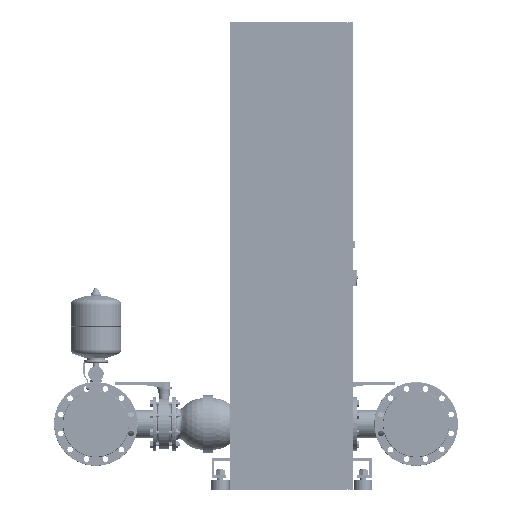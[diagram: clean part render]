
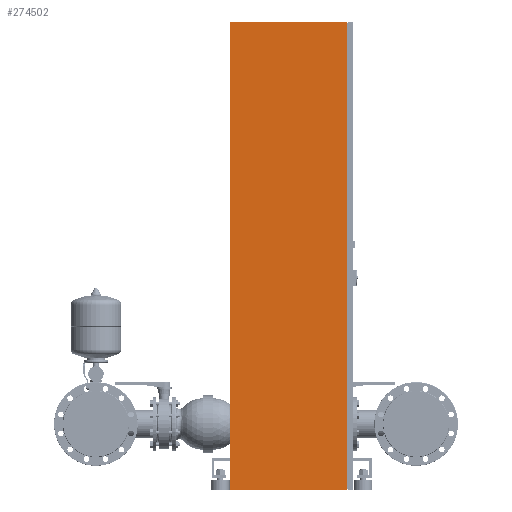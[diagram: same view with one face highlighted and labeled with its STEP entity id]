
A CAD part, left-side view. The second image highlights one B-rep face of the part: STEP entity #274502.
In plain terms, the highlighted planar face has unit normal (-1, 0, 0).
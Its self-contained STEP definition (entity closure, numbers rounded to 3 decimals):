
#274463=CARTESIAN_POINT('',(-1350.0,250.0,0.0));
#274464=DIRECTION('',(-1.0,0.0,0.0));
#274465=DIRECTION('',(0.0,-1.0,0.0));
#274466=AXIS2_PLACEMENT_3D('',#274463,#274464,#274465);
#274467=PLANE('',#274466);
#274468=CARTESIAN_POINT('',(-1350.0,-225.0,0.));
#274469=VERTEX_POINT('',#274468);
#274470=CARTESIAN_POINT('',(-1350.,-225.,1900.));
#274471=VERTEX_POINT('',#274470);
#274472=CARTESIAN_POINT('',(-1350.0,-225.0,0.));
#274473=DIRECTION('',(0.0,0.0,1.0));
#274474=VECTOR('',#274473,1900.);
#274475=LINE('',#274472,#274474);
#274476=EDGE_CURVE('',#274469,#274471,#274475,.T.);
#274477=ORIENTED_EDGE('',*,*,#274476,.T.);
#274478=CARTESIAN_POINT('',(-1350.,250.,1900.));
#274479=VERTEX_POINT('',#274478);
#274480=CARTESIAN_POINT('',(-1350.,250.,1900.));
#274481=DIRECTION('',(0.0,-1.0,0.0));
#274482=VECTOR('',#274481,475.0);
#274483=LINE('',#274480,#274482);
#274484=EDGE_CURVE('',#274479,#274471,#274483,.T.);
#274485=ORIENTED_EDGE('',*,*,#274484,.F.);
#274486=CARTESIAN_POINT('',(-1350.0,250.0,0.0));
#274487=VERTEX_POINT('',#274486);
#274488=CARTESIAN_POINT('',(-1350.,250.,1900.));
#274489=DIRECTION('',(0.0,0.0,-1.0));
#274490=VECTOR('',#274489,1900.);
#274491=LINE('',#274488,#274490);
#274492=EDGE_CURVE('',#274479,#274487,#274491,.T.);
#274493=ORIENTED_EDGE('',*,*,#274492,.T.);
#274494=CARTESIAN_POINT('',(-1350.0,250.0,0.0));
#274495=DIRECTION('',(0.0,-1.0,0.0));
#274496=VECTOR('',#274495,475.0);
#274497=LINE('',#274494,#274496);
#274498=EDGE_CURVE('',#274487,#274469,#274497,.T.);
#274499=ORIENTED_EDGE('',*,*,#274498,.T.);
#274500=EDGE_LOOP('',(#274477,#274485,#274493,#274499));
#274501=FACE_OUTER_BOUND('',#274500,.T.);
#274502=ADVANCED_FACE('',(#274501),#274467,.T.);
